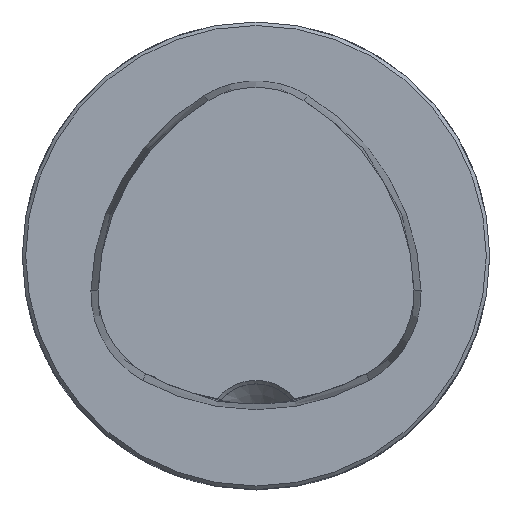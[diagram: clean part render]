
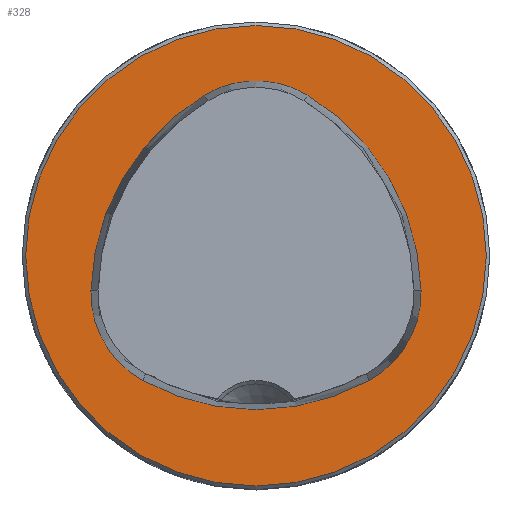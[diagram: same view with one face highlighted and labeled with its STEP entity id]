
A CAD part, top view. The second image highlights one B-rep face of the part: STEP entity #328.
In plain terms, the highlighted planar face has unit normal (0, 0, 1).
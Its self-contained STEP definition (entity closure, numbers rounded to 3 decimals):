
#82=PLANE('',#2846);
#328=ADVANCED_FACE('CU_FL_N1_SU_1',(#1037,#1038),#82,.T.);
#1037=FACE_BOUND('',#1102,.T.);
#1038=FACE_BOUND('',#1103,.T.);
#1102=EDGE_LOOP('',(#1338,#1339,#1340,#1341,#1342,#1343));
#1103=EDGE_LOOP('',(#1344));
#1338=ORIENTED_EDGE('',*,*,#2372,.F.);
#1339=ORIENTED_EDGE('',*,*,#2373,.F.);
#1340=ORIENTED_EDGE('',*,*,#2374,.F.);
#1341=ORIENTED_EDGE('',*,*,#2375,.F.);
#1342=ORIENTED_EDGE('',*,*,#2369,.F.);
#1343=ORIENTED_EDGE('',*,*,#2376,.F.);
#1344=ORIENTED_EDGE('',*,*,#2377,.T.);
#2111=VERTEX_POINT('',#4275);
#2112=VERTEX_POINT('',#4277);
#2114=VERTEX_POINT('',#4283);
#2115=VERTEX_POINT('',#4284);
#2116=VERTEX_POINT('',#4286);
#2117=VERTEX_POINT('',#4288);
#2118=VERTEX_POINT('',#4292);
#2369=EDGE_CURVE('',#2111,#2112,#2719,.T.);
#2372=EDGE_CURVE('',#2114,#2115,#2721,.T.);
#2373=EDGE_CURVE('',#2116,#2114,#2722,.T.);
#2374=EDGE_CURVE('',#2117,#2116,#2723,.T.);
#2375=EDGE_CURVE('',#2112,#2117,#2724,.T.);
#2376=EDGE_CURVE('',#2115,#2111,#2725,.T.);
#2377=EDGE_CURVE('',#2118,#2118,#2726,.T.);
#2719=CIRCLE('',#2837,20.063);
#2721=CIRCLE('',#2840,20.063);
#2722=CIRCLE('',#2841,8.563);
#2723=CIRCLE('',#2842,20.063);
#2724=CIRCLE('',#2843,8.563);
#2725=CIRCLE('',#2844,8.563);
#2726=CIRCLE('',#2845,19.7);
#2837=AXIS2_PLACEMENT_3D('',#4276,#3172,#3173);
#2840=AXIS2_PLACEMENT_3D('',#4282,#3179,#3180);
#2841=AXIS2_PLACEMENT_3D('',#4285,#3181,#3182);
#2842=AXIS2_PLACEMENT_3D('',#4287,#3183,#3184);
#2843=AXIS2_PLACEMENT_3D('',#4289,#3185,#3186);
#2844=AXIS2_PLACEMENT_3D('',#4290,#3187,#3188);
#2845=AXIS2_PLACEMENT_3D('',#4291,#3189,#3190);
#2846=AXIS2_PLACEMENT_3D('',#4293,#3191,#3192);
#3172=DIRECTION('',(0.,0.,1.));
#3173=DIRECTION('',(1.,0.,0.));
#3179=DIRECTION('',(0.,0.,1.));
#3180=DIRECTION('',(1.,0.,0.));
#3181=DIRECTION('',(0.,0.,1.));
#3182=DIRECTION('',(1.,0.,0.));
#3183=DIRECTION('',(0.,0.,1.));
#3184=DIRECTION('',(1.,0.,0.));
#3185=DIRECTION('',(0.,0.,1.));
#3186=DIRECTION('',(1.,0.,0.));
#3187=DIRECTION('',(0.,0.,1.));
#3188=DIRECTION('',(1.,0.,0.));
#3189=DIRECTION('',(0.,0.,1.));
#3190=DIRECTION('',(1.,0.,0.));
#3191=DIRECTION('',(0.,0.,1.));
#3192=DIRECTION('',(1.,0.,0.));
#4275=CARTESIAN_POINT('',(-9.704,-10.66,0.));
#4276=CARTESIAN_POINT('',(0.,6.9,0.));
#4277=CARTESIAN_POINT('',(9.704,-10.66,0.));
#4282=CARTESIAN_POINT('',(5.934,-3.451,0.));
#4283=CARTESIAN_POINT('',(-4.418,13.735,0.));
#4284=CARTESIAN_POINT('',(-14.123,-2.953,0.));
#4285=CARTESIAN_POINT('',(0.,6.4,0.));
#4286=CARTESIAN_POINT('',(4.418,13.735,0.));
#4287=CARTESIAN_POINT('',(-5.934,-3.451,0.));
#4288=CARTESIAN_POINT('',(14.123,-2.953,0.));
#4289=CARTESIAN_POINT('',(5.562,-3.165,0.));
#4290=CARTESIAN_POINT('',(-5.562,-3.165,0.));
#4291=CARTESIAN_POINT('',(0.,0.,0.));
#4292=CARTESIAN_POINT('',(19.7,0.,0.));
#4293=CARTESIAN_POINT('',(0.,0.,0.));
